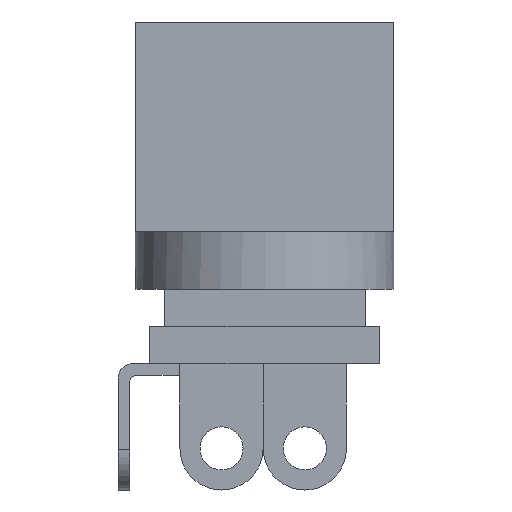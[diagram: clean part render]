
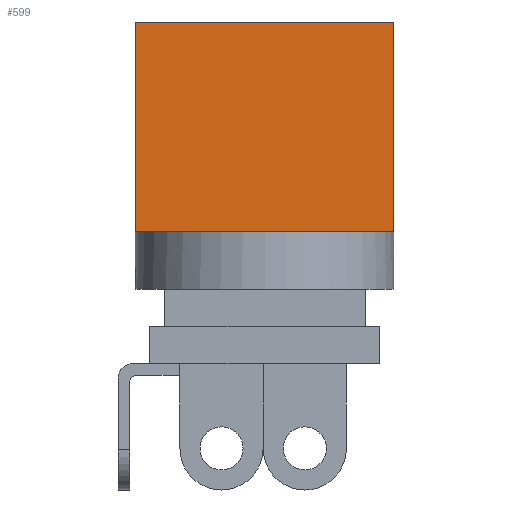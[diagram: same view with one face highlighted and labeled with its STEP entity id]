
A CAD part, front view. The second image highlights one B-rep face of the part: STEP entity #599.
In plain terms, the highlighted planar face has unit normal (0, -1, 0).
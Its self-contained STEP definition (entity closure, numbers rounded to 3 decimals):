
#471 = VERTEX_POINT('',#472);
#472 = CARTESIAN_POINT('',(-3.5,-4.75,12.3));
#478 = EDGE_CURVE('',#471,#479,#481,.T.);
#479 = VERTEX_POINT('',#480);
#480 = CARTESIAN_POINT('',(5.5,-4.75,12.3));
#481 = LINE('',#482,#483);
#482 = CARTESIAN_POINT('',(-3.5,-4.75,12.3));
#483 = VECTOR('',#484,1.);
#484 = DIRECTION('',(1.,0.,0.));
#567 = VERTEX_POINT('',#568);
#568 = CARTESIAN_POINT('',(-3.5,-4.75,5.));
#574 = EDGE_CURVE('',#567,#471,#575,.T.);
#575 = LINE('',#576,#577);
#576 = CARTESIAN_POINT('',(-3.5,-4.75,5.));
#577 = VECTOR('',#578,1.);
#578 = DIRECTION('',(0.,0.,1.));
#599 = ADVANCED_FACE('',(#600),#634,.F.);
#600 = FACE_BOUND('',#601,.F.);
#601 = EDGE_LOOP('',(#602,#603,#604,#612,#620,#628));
#602 = ORIENTED_EDGE('',*,*,#574,.T.);
#603 = ORIENTED_EDGE('',*,*,#478,.T.);
#604 = ORIENTED_EDGE('',*,*,#605,.F.);
#605 = EDGE_CURVE('',#606,#479,#608,.T.);
#606 = VERTEX_POINT('',#607);
#607 = CARTESIAN_POINT('',(5.5,-4.75,5.));
#608 = LINE('',#609,#610);
#609 = CARTESIAN_POINT('',(5.5,-4.75,5.));
#610 = VECTOR('',#611,1.);
#611 = DIRECTION('',(0.,0.,1.));
#612 = ORIENTED_EDGE('',*,*,#613,.F.);
#613 = EDGE_CURVE('',#614,#606,#616,.T.);
#614 = VERTEX_POINT('',#615);
#615 = CARTESIAN_POINT('',(5.497,-4.75,5.));
#616 = LINE('',#617,#618);
#617 = CARTESIAN_POINT('',(-3.5,-4.75,5.));
#618 = VECTOR('',#619,1.);
#619 = DIRECTION('',(1.,0.,0.));
#620 = ORIENTED_EDGE('',*,*,#621,.F.);
#621 = EDGE_CURVE('',#622,#614,#624,.T.);
#622 = VERTEX_POINT('',#623);
#623 = CARTESIAN_POINT('',(-3.497,-4.75,5.));
#624 = LINE('',#625,#626);
#625 = CARTESIAN_POINT('',(-3.5,-4.75,5.));
#626 = VECTOR('',#627,1.);
#627 = DIRECTION('',(1.,0.,0.));
#628 = ORIENTED_EDGE('',*,*,#629,.F.);
#629 = EDGE_CURVE('',#567,#622,#630,.T.);
#630 = LINE('',#631,#632);
#631 = CARTESIAN_POINT('',(-3.5,-4.75,5.));
#632 = VECTOR('',#633,1.);
#633 = DIRECTION('',(1.,0.,0.));
#634 = PLANE('',#635);
#635 = AXIS2_PLACEMENT_3D('',#636,#637,#638);
#636 = CARTESIAN_POINT('',(-3.5,-4.75,5.));
#637 = DIRECTION('',(0.,1.,0.));
#638 = DIRECTION('',(1.,0.,0.));
